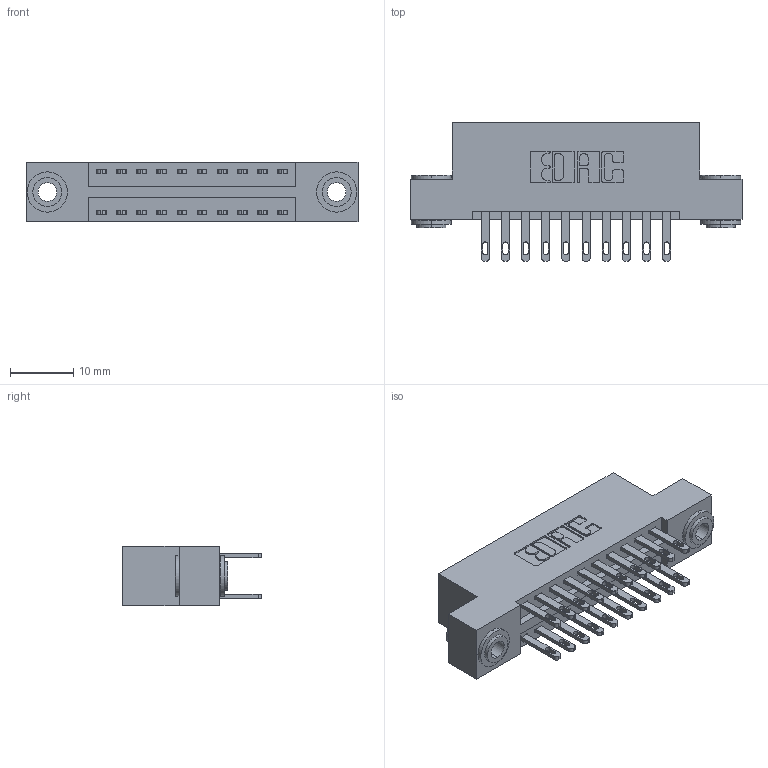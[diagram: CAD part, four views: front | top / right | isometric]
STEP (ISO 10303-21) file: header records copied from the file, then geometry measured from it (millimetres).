
FILE_DESCRIPTION (( 'STEP AP203' ), '1' );
FILE_NAME ('896-020-500-203.STEP', '2021-07-27T16:31:32', ( '' ), ( '' ), 'SwSTEP 2.0', 'SolidWorks 2020', '' );
FILE_SCHEMA (( 'CONFIG_CONTROL_DESIGN' ));
Length unit declared in the file: inch
Products named in the file (4): 345-292-001_345-293-100; 345-250-002_345-250-002-102; 846 Part_Flush Mounting Lugs - 0.156 Dia-TH; 896-020-500-203
Assembly tree (23 placements, depth 2):
  896-020-500-203
    846 Part_Flush Mounting Lugs - 0.156 Dia-TH
    345-292-001_345-293-100  x20
    345-250-002_345-250-002-102  x2
Bounding box: 52.32 x 21.84 x 9.4 mm (x, y, z)
Volume: 4934.2 mm3; surface area: 6703 mm2
Topology: 23 solids, 23 shells, 1120 faces, 3345 edges, 2226 vertices
Faces by surface type: plane 666, cylinder 446, cone 8
Entity records: 11414 total; most frequent: CARTESIAN_POINT 1899, ORIENTED_EDGE 1826, DIRECTION 1759, EDGE_CURVE 913, VECTOR 713, LINE 713, VERTEX_POINT 606, AXIS2_PLACEMENT_3D 523
